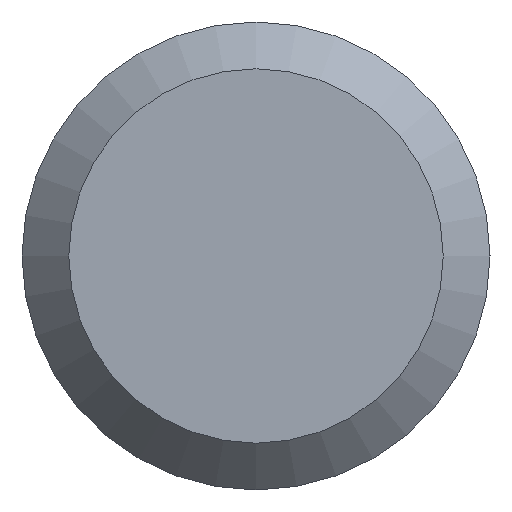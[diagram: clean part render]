
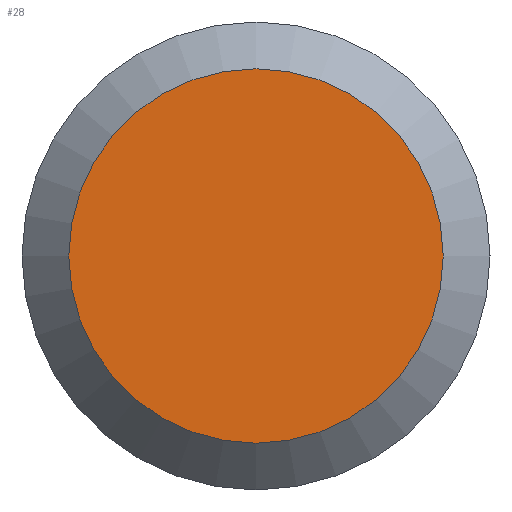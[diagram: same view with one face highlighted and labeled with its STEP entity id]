
A CAD part, left-side view. The second image highlights one B-rep face of the part: STEP entity #28.
In plain terms, the highlighted planar face has unit normal (-1, 0, 0).
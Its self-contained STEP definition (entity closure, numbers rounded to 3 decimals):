
#10 = CARTESIAN_POINT ( 'NONE',  ( 0., 0., 0. ) ) ;
#28 = ADVANCED_FACE ( 'NONE', ( #139 ), #147, .T. ) ;
#30 = DIRECTION ( 'NONE',  ( 0., 1., 0. ) ) ;
#44 = EDGE_CURVE ( 'NONE', #47, #47, #52, .T. ) ;
#46 = DIRECTION ( 'NONE',  ( -1., 0., 0. ) ) ;
#47 = VERTEX_POINT ( 'NONE', #120 ) ;
#52 = CIRCLE ( 'NONE', #195, 2.4 ) ;
#100 = ORIENTED_EDGE ( 'NONE', *, *, #44, .F. ) ;
#120 = CARTESIAN_POINT ( 'NONE',  ( 0., 2.4, 0. ) ) ;
#127 = DIRECTION ( 'NONE',  ( 1., 0., 0. ) ) ;
#139 = FACE_OUTER_BOUND ( 'NONE', #151, .T. ) ;
#145 = CARTESIAN_POINT ( 'NONE',  ( 0., 0., 0. ) ) ;
#147 = PLANE ( 'NONE',  #206 ) ;
#151 = EDGE_LOOP ( 'NONE', ( #100 ) ) ;
#181 = DIRECTION ( 'NONE',  ( 0., -1., 0. ) ) ;
#195 = AXIS2_PLACEMENT_3D ( 'NONE', #10, #127, #30 ) ;
#206 = AXIS2_PLACEMENT_3D ( 'NONE', #145, #46, #181 ) ;
